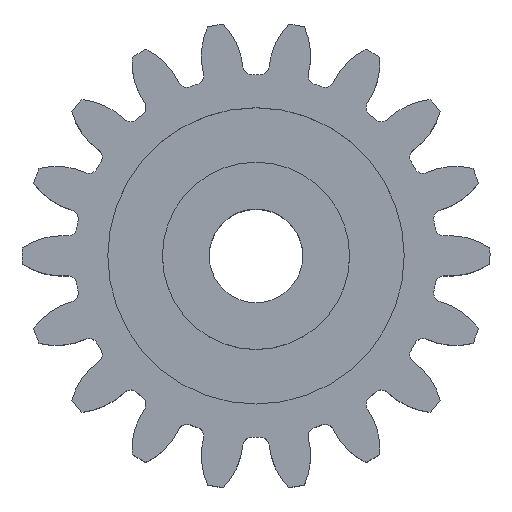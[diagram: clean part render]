
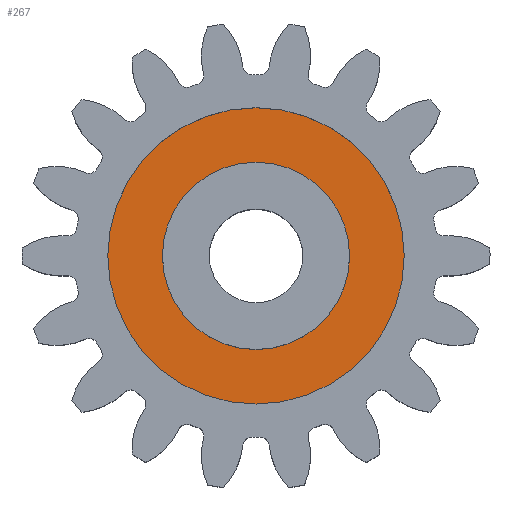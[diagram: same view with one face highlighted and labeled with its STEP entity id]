
A CAD part, top view. The second image highlights one B-rep face of the part: STEP entity #267.
In plain terms, the highlighted planar face has unit normal (0, 0, 1).
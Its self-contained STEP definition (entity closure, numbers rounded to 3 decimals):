
#38 = VERTEX_POINT ( 'NONE', #1652 ) ;
#39 = EDGE_CURVE ( 'NONE', #47, #38, #1653, .T. ) ;
#47 = VERTEX_POINT ( 'NONE', #1699 ) ;
#49 = EDGE_CURVE ( 'NONE', #50, #69, #1698, .T. ) ;
#50 = VERTEX_POINT ( 'NONE', #1691 ) ;
#69 = VERTEX_POINT ( 'NONE', #2105 ) ;
#238 = EDGE_LOOP ( 'NONE', ( #241, #268 ) ) ;
#241 = ORIENTED_EDGE ( 'NONE', *, *, #49, .T. ) ;
#242 = EDGE_CURVE ( 'NONE', #38, #47, #2195, .T. ) ;
#243 = EDGE_CURVE ( 'NONE', #69, #50, #2198, .T. ) ;
#267 = ADVANCED_FACE ( 'NONE', ( #2282, #2281 ), #2237, .F. ) ;
#268 = ORIENTED_EDGE ( 'NONE', *, *, #243, .T. ) ;
#1145 = EDGE_LOOP ( 'NONE', ( #1146, #1147 ) ) ;
#1146 = ORIENTED_EDGE ( 'NONE', *, *, #242, .F. ) ;
#1147 = ORIENTED_EDGE ( 'NONE', *, *, #39, .F. ) ;
#1651 = AXIS2_PLACEMENT_3D ( 'NONE', #1655, #1709, #1708 ) ;
#1652 = CARTESIAN_POINT ( 'NONE',  ( -19., 0., 13.5 ) ) ;
#1653 = CIRCLE ( 'NONE', #1651, 19. ) ;
#1655 = CARTESIAN_POINT ( 'NONE',  ( 0., 0., 13.5 ) ) ;
#1688 = DIRECTION ( 'NONE',  ( -1., 0., 0. ) ) ;
#1689 = DIRECTION ( 'NONE',  ( 0., 0., -1. ) ) ;
#1690 = CARTESIAN_POINT ( 'NONE',  ( 0., 0., 13.5 ) ) ;
#1691 = CARTESIAN_POINT ( 'NONE',  ( -12., 0., 13.5 ) ) ;
#1698 = CIRCLE ( 'NONE', #1705, 12. ) ;
#1699 = CARTESIAN_POINT ( 'NONE',  ( 19., 0., 13.5 ) ) ;
#1705 = AXIS2_PLACEMENT_3D ( 'NONE', #1690, #1689, #1688 ) ;
#1708 = DIRECTION ( 'NONE',  ( -1., 0., 0. ) ) ;
#1709 = DIRECTION ( 'NONE',  ( 0., 0., -1. ) ) ;
#2105 = CARTESIAN_POINT ( 'NONE',  ( 12., 0., 13.5 ) ) ;
#2195 = CIRCLE ( 'NONE', #2254, 19. ) ;
#2196 = CARTESIAN_POINT ( 'NONE',  ( 0., 0., 13.5 ) ) ;
#2198 = CIRCLE ( 'NONE', #2252, 12. ) ;
#2199 = CARTESIAN_POINT ( 'NONE',  ( 0., 0., 13.5 ) ) ;
#2237 = PLANE ( 'NONE',  #2243 ) ;
#2241 = DIRECTION ( 'NONE',  ( -1., 0., 0. ) ) ;
#2242 = DIRECTION ( 'NONE',  ( 0., 0., -1. ) ) ;
#2243 = AXIS2_PLACEMENT_3D ( 'NONE', #2272, #2271, #2270 ) ;
#2247 = DIRECTION ( 'NONE',  ( -1., 0., 0. ) ) ;
#2248 = DIRECTION ( 'NONE',  ( 0., 0., -1. ) ) ;
#2252 = AXIS2_PLACEMENT_3D ( 'NONE', #2196, #2242, #2241 ) ;
#2254 = AXIS2_PLACEMENT_3D ( 'NONE', #2199, #2248, #2247 ) ;
#2270 = DIRECTION ( 'NONE',  ( -1., 0., 0. ) ) ;
#2271 = DIRECTION ( 'NONE',  ( 0., 0., -1. ) ) ;
#2272 = CARTESIAN_POINT ( 'NONE',  ( 0., 0., 13.5 ) ) ;
#2281 = FACE_OUTER_BOUND ( 'NONE', #1145, .T. ) ;
#2282 = FACE_BOUND ( 'NONE', #238, .T. ) ;
